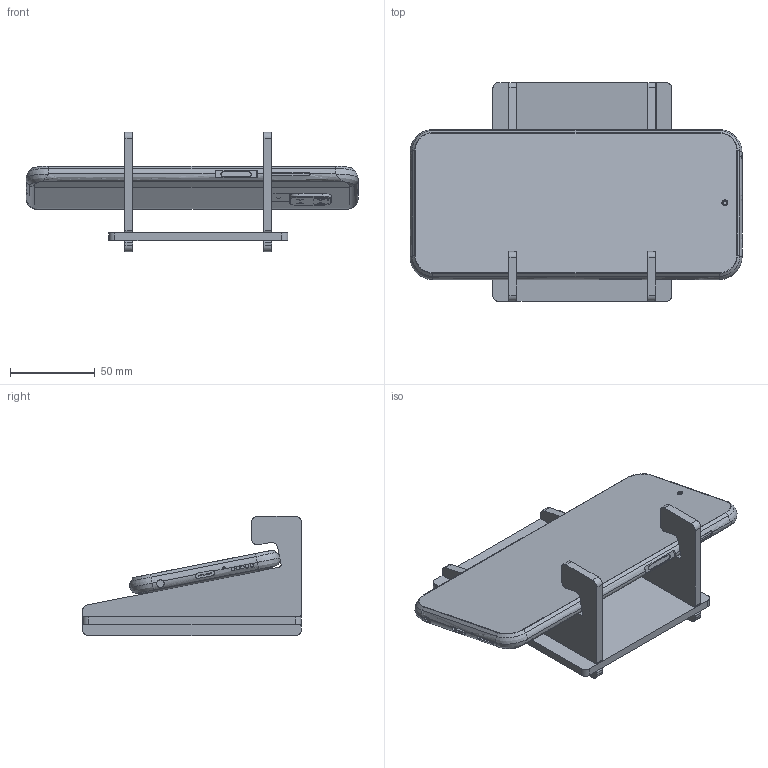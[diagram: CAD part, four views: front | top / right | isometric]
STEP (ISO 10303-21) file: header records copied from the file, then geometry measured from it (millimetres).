
FILE_DESCRIPTION(('FreeCAD Model'),'2;1');
FILE_NAME('Open CASCADE Shape Model','2025-05-02T20:44:55',('FreeCAD'),( 'FreeCAD'),'Open CASCADE STEP processor 7.6','FreeCAD','Unknown');
FILE_SCHEMA(('AUTOMOTIVE_DESIGN { 1 0 10303 214 1 1 1 1 }'));
Length unit declared in the file: millimetre
Products named in the file (1): Open CASCADE STEP translator 7.6 1
Bounding box: 195.3 x 128.64 x 70.17 mm (x, y, z)
Volume: 276633.5 mm3; surface area: 89558.9 mm2
Topology: 4 solids, 4 shells, 272 faces, 680 edges, 442 vertices
Faces by surface type: bspline 272
Entity records: 9445 total; most frequent: CARTESIAN_POINT 5514, ORIENTED_EDGE 1360, EDGE_CURVE 680, VERTEX_POINT 442, B_SPLINE_CURVE_WITH_KNOTS 441, FACE_BOUND 299, EDGE_LOOP 299, ADVANCED_FACE 272
